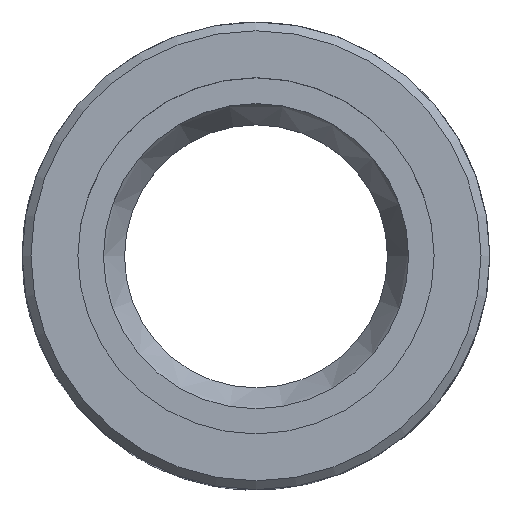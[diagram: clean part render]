
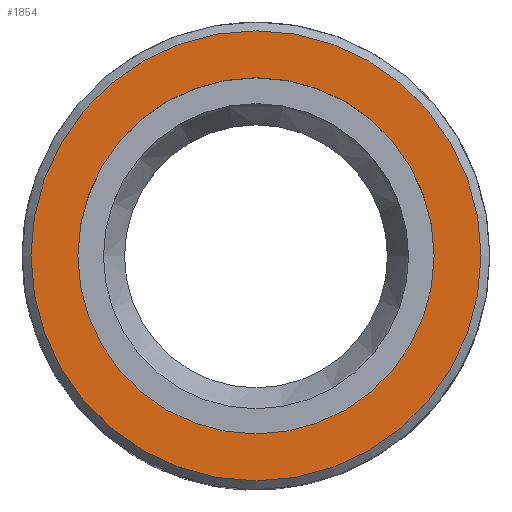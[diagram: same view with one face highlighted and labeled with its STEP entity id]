
A CAD part, top view. The second image highlights one B-rep face of the part: STEP entity #1854.
In plain terms, the highlighted planar face has unit normal (0, 0, 1).
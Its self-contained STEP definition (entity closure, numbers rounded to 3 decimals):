
#103=CIRCLE('',#1981,7.7);
#105=CIRCLE('',#1984,6.094);
#327=ORIENTED_EDGE('',*,*,#646,.T.);
#328=ORIENTED_EDGE('',*,*,#644,.T.);
#644=EDGE_CURVE('',#798,#798,#103,.T.);
#646=EDGE_CURVE('',#800,#800,#105,.T.);
#798=VERTEX_POINT('',#2769);
#800=VERTEX_POINT('',#2774);
#1066=EDGE_LOOP('',(#327));
#1067=EDGE_LOOP('',(#328));
#1159=FACE_BOUND('',#1066,.T.);
#1160=FACE_BOUND('',#1067,.T.);
#1240=PLANE('',#1983);
#1854=ADVANCED_FACE('',(#1159,#1160),#1240,.T.);
#1981=AXIS2_PLACEMENT_3D('',#2768,#2304,#2305);
#1983=AXIS2_PLACEMENT_3D('',#2772,#2308,#2309);
#1984=AXIS2_PLACEMENT_3D('',#2773,#2310,#2311);
#2304=DIRECTION('',(0.,0.,1.));
#2305=DIRECTION('',(1.,0.,0.));
#2308=DIRECTION('',(0.,0.,1.));
#2309=DIRECTION('',(1.,0.,0.));
#2310=DIRECTION('',(0.,0.,-1.));
#2311=DIRECTION('',(1.,0.,0.));
#2768=CARTESIAN_POINT('',(0.,0.,12.));
#2769=CARTESIAN_POINT('',(7.7,0.,12.));
#2772=CARTESIAN_POINT('',(0.,0.,12.));
#2773=CARTESIAN_POINT('',(0.,0.,12.));
#2774=CARTESIAN_POINT('',(6.094,0.,12.));
